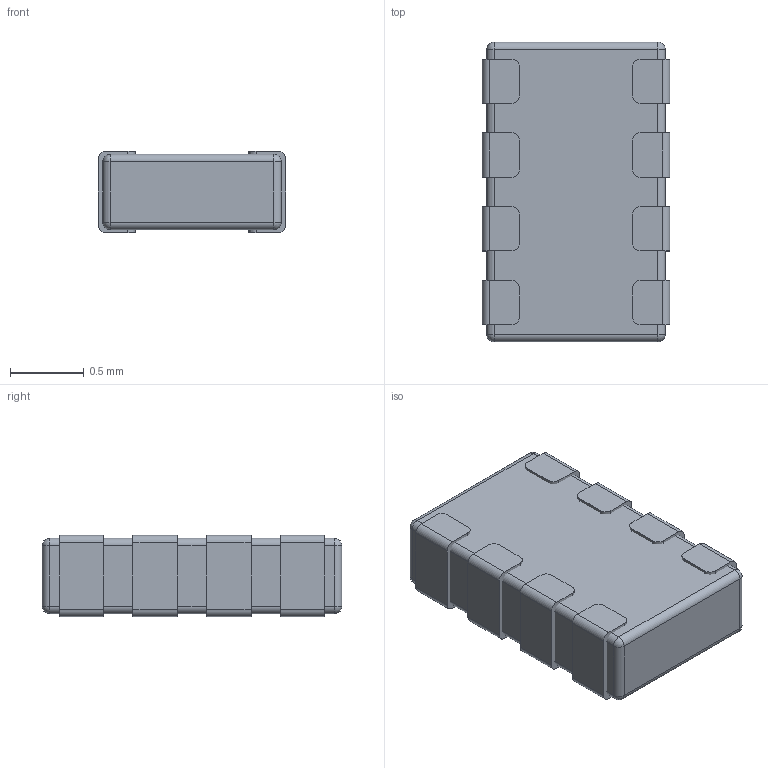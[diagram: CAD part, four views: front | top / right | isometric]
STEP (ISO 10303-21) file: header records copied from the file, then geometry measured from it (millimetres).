
FILE_DESCRIPTION(/* description */ (''),/* implementation_level */ '2;1');
FILE_NAME(/* name */ 'CAPCAF50P127X203X55-8N.stp',/* time_stamp */ '2016-12-01T09:55:25+01:00',/* author */ ('jchouvet'),/* organization */ (''),/* preprocessor_version */ 'ST-DEVELOPER v16.1',/* originating_system */ 'AutoCAD Mechanical',/* authorisation */ '');
FILE_SCHEMA (('AUTOMOTIVE_DESIGN { 1 0 10303 214 3 1 1 }'));
Length unit declared in the file: millimetre
Products named in the file (1): Product
Bounding box: 1.27 x 2.03 x 0.55 mm (x, y, z)
Surface area: 13.6 mm2
Topology: 9 solids, 9 shells, 106 faces, 240 edges, 152 vertices
Faces by surface type: plane 54, cylinder 44, sphere 8
Entity records: 2991 total; most frequent: DIRECTION 542, CARTESIAN_POINT 499, ORIENTED_EDGE 480, EDGE_CURVE 240, AXIS2_PLACEMENT_3D 195, LINE 152, VECTOR 152, VERTEX_POINT 152
